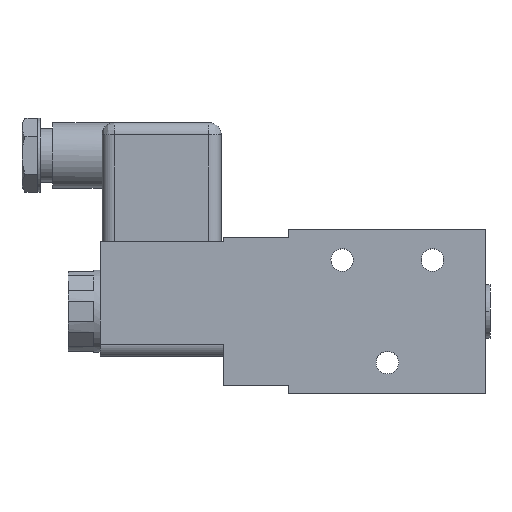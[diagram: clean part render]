
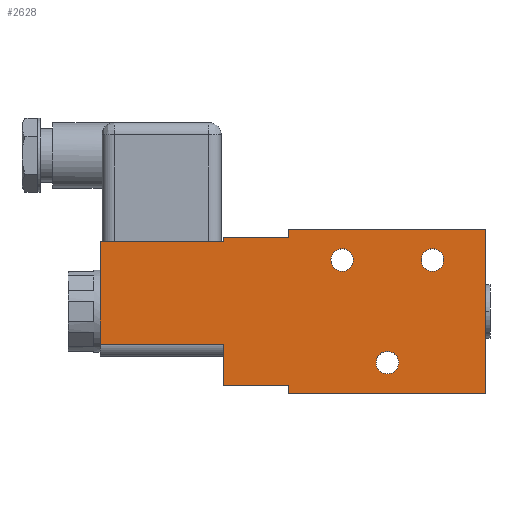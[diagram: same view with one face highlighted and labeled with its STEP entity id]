
A CAD part, top view. The second image highlights one B-rep face of the part: STEP entity #2628.
In plain terms, the highlighted planar face has unit normal (0, 0, 1).
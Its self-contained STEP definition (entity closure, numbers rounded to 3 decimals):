
#26 = DIRECTION ( 'NONE',  ( -1., 0., 0. ) ) ;
#49 = CARTESIAN_POINT ( 'NONE',  ( -86.959, -17.419, 38.897 ) ) ;
#76 = CARTESIAN_POINT ( 'NONE',  ( -116.959, -34.919, 38.897 ) ) ;
#80 = VERTEX_POINT ( 'NONE', #308 ) ;
#104 = EDGE_CURVE ( 'NONE', #430, #1799, #1869, .T. ) ;
#109 = VECTOR ( 'NONE', #2365, 1000. ) ;
#112 = VERTEX_POINT ( 'NONE', #580 ) ;
#142 = VECTOR ( 'NONE', #1915, 1000. ) ;
#182 = LINE ( 'NONE', #2078, #2220 ) ;
#201 = CARTESIAN_POINT ( 'NONE',  ( -33.209, -22.419, 38.897 ) ) ;
#228 = EDGE_LOOP ( 'NONE', ( #2294, #1303 ) ) ;
#229 = DIRECTION ( 'NONE',  ( 0., 1., 0. ) ) ;
#231 = DIRECTION ( 'NONE',  ( 0., 1., 0. ) ) ;
#249 = CIRCLE ( 'NONE', #508, 2.75 ) ;
#251 = VERTEX_POINT ( 'NONE', #1810 ) ;
#257 = EDGE_CURVE ( 'NONE', #576, #430, #1537, .T. ) ;
#268 = ORIENTED_EDGE ( 'NONE', *, *, #3664, .F. ) ;
#308 = CARTESIAN_POINT ( 'NONE',  ( -70.959, -52.919, 38.897 ) ) ;
#337 = LINE ( 'NONE', #3023, #1037 ) ;
#347 = VERTEX_POINT ( 'NONE', #2489 ) ;
#369 = CARTESIAN_POINT ( 'NONE',  ( -60.709, -22.419, 38.897 ) ) ;
#430 = VERTEX_POINT ( 'NONE', #3448 ) ;
#441 = ORIENTED_EDGE ( 'NONE', *, *, #859, .F. ) ;
#447 = CARTESIAN_POINT ( 'NONE',  ( -70.959, -34.919, 38.897 ) ) ;
#449 = ORIENTED_EDGE ( 'NONE', *, *, #257, .F. ) ;
#469 = CARTESIAN_POINT ( 'NONE',  ( -57.959, -22.419, 38.897 ) ) ;
#488 = CARTESIAN_POINT ( 'NONE',  ( -86.959, -52.919, 38.897 ) ) ;
#492 = LINE ( 'NONE', #3152, #1284 ) ;
#508 = AXIS2_PLACEMENT_3D ( 'NONE', #3331, #2145, #1905 ) ;
#555 = LINE ( 'NONE', #2378, #2637 ) ;
#576 = VERTEX_POINT ( 'NONE', #3810 ) ;
#580 = CARTESIAN_POINT ( 'NONE',  ( -38.709, -22.419, 38.897 ) ) ;
#597 = CARTESIAN_POINT ( 'NONE',  ( -46.959, -47.419, 38.897 ) ) ;
#610 = CARTESIAN_POINT ( 'NONE',  ( -44.209, -47.419, 38.897 ) ) ;
#614 = AXIS2_PLACEMENT_3D ( 'NONE', #597, #3522, #26 ) ;
#623 = ORIENTED_EDGE ( 'NONE', *, *, #2433, .F. ) ;
#631 = ORIENTED_EDGE ( 'NONE', *, *, #3204, .F. ) ;
#632 = DIRECTION ( 'NONE',  ( 0., 1., 0. ) ) ;
#634 = CARTESIAN_POINT ( 'NONE',  ( -70.959, -14.919, 38.897 ) ) ;
#646 = LINE ( 'NONE', #447, #3513 ) ;
#661 = ORIENTED_EDGE ( 'NONE', *, *, #827, .F. ) ;
#684 = DIRECTION ( 'NONE',  ( 0., 0., 1. ) ) ;
#686 = AXIS2_PLACEMENT_3D ( 'NONE', #2261, #1386, #1084 ) ;
#711 = ORIENTED_EDGE ( 'NONE', *, *, #1820, .F. ) ;
#774 = EDGE_CURVE ( 'NONE', #347, #3663, #2011, .T. ) ;
#820 = VERTEX_POINT ( 'NONE', #1859 ) ;
#825 = DIRECTION ( 'NONE',  ( -1., 0., 0. ) ) ;
#827 = EDGE_CURVE ( 'NONE', #2258, #80, #337, .T. ) ;
#851 = DIRECTION ( 'NONE',  ( 1., 0., 0. ) ) ;
#859 = EDGE_CURVE ( 'NONE', #1377, #112, #249, .T. ) ;
#914 = LINE ( 'NONE', #2702, #1549 ) ;
#935 = LINE ( 'NONE', #2493, #142 ) ;
#962 = ORIENTED_EDGE ( 'NONE', *, *, #104, .F. ) ;
#1021 = AXIS2_PLACEMENT_3D ( 'NONE', #2427, #1520, #1855 ) ;
#1037 = VECTOR ( 'NONE', #3609, 1000. ) ;
#1046 = CARTESIAN_POINT ( 'NONE',  ( -70.959, -16.919, 38.897 ) ) ;
#1084 = DIRECTION ( 'NONE',  ( -1., 0., 0. ) ) ;
#1099 = CARTESIAN_POINT ( 'NONE',  ( -86.959, -34.919, 38.897 ) ) ;
#1145 = FACE_BOUND ( 'NONE', #3024, .T. ) ;
#1200 = VERTEX_POINT ( 'NONE', #1315 ) ;
#1264 = CARTESIAN_POINT ( 'NONE',  ( -86.959, -42.919, 38.897 ) ) ;
#1284 = VECTOR ( 'NONE', #825, 1000. ) ;
#1295 = EDGE_CURVE ( 'NONE', #3663, #347, #2453, .T. ) ;
#1297 = VECTOR ( 'NONE', #2140, 1000. ) ;
#1303 = ORIENTED_EDGE ( 'NONE', *, *, #774, .F. ) ;
#1315 = CARTESIAN_POINT ( 'NONE',  ( -116.959, -42.919, 38.897 ) ) ;
#1363 = ORIENTED_EDGE ( 'NONE', *, *, #1876, .F. ) ;
#1377 = VERTEX_POINT ( 'NONE', #201 ) ;
#1386 = DIRECTION ( 'NONE',  ( 0., 0., 1. ) ) ;
#1390 = DIRECTION ( 'NONE',  ( 0., 0., 1. ) ) ;
#1413 = AXIS2_PLACEMENT_3D ( 'NONE', #3482, #1420, #2623 ) ;
#1420 = DIRECTION ( 'NONE',  ( 0., 0., 1. ) ) ;
#1490 = VECTOR ( 'NONE', #632, 1000. ) ;
#1520 = DIRECTION ( 'NONE',  ( 0., 0., -1. ) ) ;
#1537 = LINE ( 'NONE', #49, #1490 ) ;
#1547 = FACE_OUTER_BOUND ( 'NONE', #2619, .T. ) ;
#1549 = VECTOR ( 'NONE', #2961, 1000. ) ;
#1560 = ORIENTED_EDGE ( 'NONE', *, *, #2485, .F. ) ;
#1602 = ORIENTED_EDGE ( 'NONE', *, *, #2945, .F. ) ;
#1645 = EDGE_LOOP ( 'NONE', ( #2527, #441 ) ) ;
#1696 = VECTOR ( 'NONE', #229, 1000. ) ;
#1741 = VECTOR ( 'NONE', #3467, 1000. ) ;
#1751 = PLANE ( 'NONE',  #1021 ) ;
#1799 = VERTEX_POINT ( 'NONE', #1046 ) ;
#1810 = CARTESIAN_POINT ( 'NONE',  ( -116.959, -17.919, 38.897 ) ) ;
#1820 = EDGE_CURVE ( 'NONE', #820, #2258, #492, .T. ) ;
#1846 = CIRCLE ( 'NONE', #1413, 2.75 ) ;
#1855 = DIRECTION ( 'NONE',  ( 1., 0., 0. ) ) ;
#1859 = CARTESIAN_POINT ( 'NONE',  ( -22.959, -54.919, 38.897 ) ) ;
#1869 = LINE ( 'NONE', #2356, #109 ) ;
#1876 = EDGE_CURVE ( 'NONE', #2340, #2977, #2757, .T. ) ;
#1896 = EDGE_CURVE ( 'NONE', #112, #1377, #2394, .T. ) ;
#1905 = DIRECTION ( 'NONE',  ( -1., 0., 0. ) ) ;
#1915 = DIRECTION ( 'NONE',  ( 0., -1., 0. ) ) ;
#2011 = CIRCLE ( 'NONE', #2834, 2.75 ) ;
#2026 = VERTEX_POINT ( 'NONE', #2028 ) ;
#2028 = CARTESIAN_POINT ( 'NONE',  ( -49.709, -47.419, 38.897 ) ) ;
#2049 = EDGE_CURVE ( 'NONE', #2977, #1200, #914, .T. ) ;
#2052 = VERTEX_POINT ( 'NONE', #610 ) ;
#2078 = CARTESIAN_POINT ( 'NONE',  ( -69.959, -14.919, 38.897 ) ) ;
#2140 = DIRECTION ( 'NONE',  ( 0., 1., 0. ) ) ;
#2145 = DIRECTION ( 'NONE',  ( 0., 0., 1. ) ) ;
#2220 = VECTOR ( 'NONE', #851, 1000. ) ;
#2258 = VERTEX_POINT ( 'NONE', #2451 ) ;
#2261 = CARTESIAN_POINT ( 'NONE',  ( -35.959, -22.419, 38.897 ) ) ;
#2294 = ORIENTED_EDGE ( 'NONE', *, *, #1295, .F. ) ;
#2320 = CARTESIAN_POINT ( 'NONE',  ( -69.959, -17.919, 38.897 ) ) ;
#2340 = VERTEX_POINT ( 'NONE', #488 ) ;
#2343 = FACE_BOUND ( 'NONE', #1645, .T. ) ;
#2356 = CARTESIAN_POINT ( 'NONE',  ( -69.959, -16.919, 38.897 ) ) ;
#2365 = DIRECTION ( 'NONE',  ( 1., 0., 0. ) ) ;
#2378 = CARTESIAN_POINT ( 'NONE',  ( -69.959, -52.919, 38.897 ) ) ;
#2394 = CIRCLE ( 'NONE', #686, 2.75 ) ;
#2427 = CARTESIAN_POINT ( 'NONE',  ( -116.959, -14.919, 38.897 ) ) ;
#2433 = EDGE_CURVE ( 'NONE', #251, #576, #3622, .T. ) ;
#2451 = CARTESIAN_POINT ( 'NONE',  ( -70.959, -54.919, 38.897 ) ) ;
#2453 = CIRCLE ( 'NONE', #2494, 2.75 ) ;
#2485 = EDGE_CURVE ( 'NONE', #2052, #2026, #3389, .T. ) ;
#2489 = CARTESIAN_POINT ( 'NONE',  ( -55.209, -22.419, 38.897 ) ) ;
#2493 = CARTESIAN_POINT ( 'NONE',  ( -22.959, -34.919, 38.897 ) ) ;
#2494 = AXIS2_PLACEMENT_3D ( 'NONE', #469, #1390, #3451 ) ;
#2527 = ORIENTED_EDGE ( 'NONE', *, *, #1896, .F. ) ;
#2576 = ORIENTED_EDGE ( 'NONE', *, *, #3668, .F. ) ;
#2619 = EDGE_LOOP ( 'NONE', ( #623, #2576, #2620, #1363, #3660, #661, #711, #631, #268, #1602, #962, #449 ) ) ;
#2620 = ORIENTED_EDGE ( 'NONE', *, *, #2049, .F. ) ;
#2623 = DIRECTION ( 'NONE',  ( -1., 0., 0. ) ) ;
#2628 = ADVANCED_FACE ( 'NONE', ( #2343, #3432, #1145, #1547 ), #1751, .F. ) ;
#2637 = VECTOR ( 'NONE', #2660, 1000. ) ;
#2648 = VERTEX_POINT ( 'NONE', #634 ) ;
#2660 = DIRECTION ( 'NONE',  ( -1., 0., 0. ) ) ;
#2702 = CARTESIAN_POINT ( 'NONE',  ( -69.959, -42.919, 38.897 ) ) ;
#2749 = DIRECTION ( 'NONE',  ( -1., 0., 0. ) ) ;
#2757 = LINE ( 'NONE', #1099, #1696 ) ;
#2834 = AXIS2_PLACEMENT_3D ( 'NONE', #3005, #684, #2749 ) ;
#2945 = EDGE_CURVE ( 'NONE', #1799, #2648, #646, .T. ) ;
#2961 = DIRECTION ( 'NONE',  ( -1., 0., 0. ) ) ;
#2977 = VERTEX_POINT ( 'NONE', #1264 ) ;
#3005 = CARTESIAN_POINT ( 'NONE',  ( -57.959, -22.419, 38.897 ) ) ;
#3023 = CARTESIAN_POINT ( 'NONE',  ( -70.959, -34.919, 38.897 ) ) ;
#3024 = EDGE_LOOP ( 'NONE', ( #3414, #1560 ) ) ;
#3152 = CARTESIAN_POINT ( 'NONE',  ( -69.959, -54.919, 38.897 ) ) ;
#3204 = EDGE_CURVE ( 'NONE', #3662, #820, #935, .T. ) ;
#3331 = CARTESIAN_POINT ( 'NONE',  ( -35.959, -22.419, 38.897 ) ) ;
#3389 = CIRCLE ( 'NONE', #614, 2.75 ) ;
#3414 = ORIENTED_EDGE ( 'NONE', *, *, #3548, .F. ) ;
#3432 = FACE_BOUND ( 'NONE', #228, .T. ) ;
#3448 = CARTESIAN_POINT ( 'NONE',  ( -86.959, -16.919, 38.897 ) ) ;
#3451 = DIRECTION ( 'NONE',  ( -1., 0., 0. ) ) ;
#3467 = DIRECTION ( 'NONE',  ( 1., 0., 0. ) ) ;
#3482 = CARTESIAN_POINT ( 'NONE',  ( -46.959, -47.419, 38.897 ) ) ;
#3500 = EDGE_CURVE ( 'NONE', #80, #2340, #555, .T. ) ;
#3513 = VECTOR ( 'NONE', #231, 1000. ) ;
#3522 = DIRECTION ( 'NONE',  ( 0., 0., 1. ) ) ;
#3548 = EDGE_CURVE ( 'NONE', #2026, #2052, #1846, .T. ) ;
#3555 = LINE ( 'NONE', #76, #1297 ) ;
#3609 = DIRECTION ( 'NONE',  ( 0., 1., 0. ) ) ;
#3622 = LINE ( 'NONE', #2320, #1741 ) ;
#3660 = ORIENTED_EDGE ( 'NONE', *, *, #3500, .F. ) ;
#3662 = VERTEX_POINT ( 'NONE', #3821 ) ;
#3663 = VERTEX_POINT ( 'NONE', #369 ) ;
#3664 = EDGE_CURVE ( 'NONE', #2648, #3662, #182, .T. ) ;
#3668 = EDGE_CURVE ( 'NONE', #1200, #251, #3555, .T. ) ;
#3810 = CARTESIAN_POINT ( 'NONE',  ( -86.959, -17.919, 38.897 ) ) ;
#3821 = CARTESIAN_POINT ( 'NONE',  ( -22.959, -14.919, 38.897 ) ) ;
